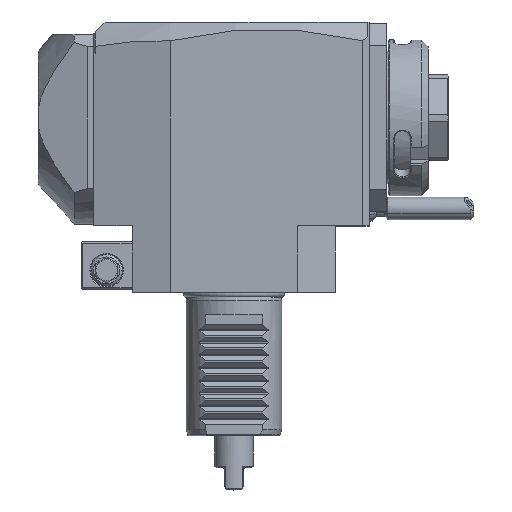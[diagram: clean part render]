
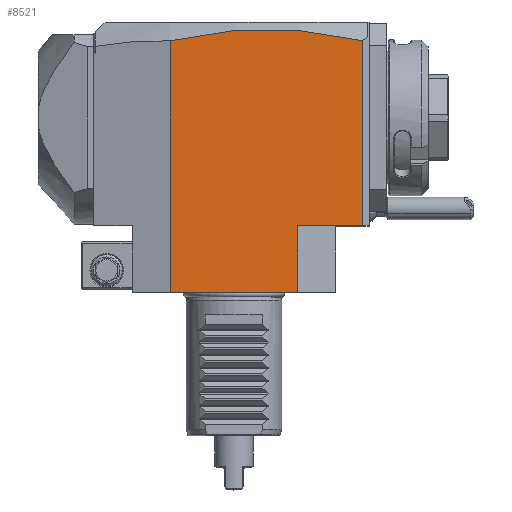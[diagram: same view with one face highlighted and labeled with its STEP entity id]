
A CAD part, top view. The second image highlights one B-rep face of the part: STEP entity #8521.
In plain terms, the highlighted planar face has unit normal (0, 0, 1).
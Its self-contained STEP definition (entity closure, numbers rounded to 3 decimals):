
#17=DIRECTION('',(-1.,0.,0.));
#18=VECTOR('',#17,40.);
#19=CARTESIAN_POINT('',(20.,0.,32.));
#20=LINE('',#19,#18);
#305=DIRECTION('',(-1.,0.,0.));
#306=VECTOR('',#305,20.5);
#307=CARTESIAN_POINT('',(40.5,21.,32.));
#308=LINE('',#307,#306);
#309=CARTESIAN_POINT('',(40.5,79.133,32.));
#310=CARTESIAN_POINT('',(35.458,80.345,32.));
#311=CARTESIAN_POINT('',(25.373,82.145,32.));
#312=CARTESIAN_POINT('',(10.247,83.032,32.));
#313=CARTESIAN_POINT('',(-4.877,82.124,32.));
#314=CARTESIAN_POINT('',(-14.959,80.311,32.));
#315=CARTESIAN_POINT('',(-20.,79.092,32.));
#321=DIRECTION('',(0.,1.,0.));
#322=VECTOR('',#321,58.133);
#323=CARTESIAN_POINT('',(40.5,21.,32.));
#324=LINE('',#323,#322);
#548=DIRECTION('',(0.,-1.,0.));
#549=VECTOR('',#548,79.092);
#550=CARTESIAN_POINT('',(-20.,79.092,32.));
#551=LINE('',#550,#549);
#5230=DIRECTION('',(0.,1.,0.));
#5231=VECTOR('',#5230,21.);
#5232=CARTESIAN_POINT('',(20.,0.,32.));
#5233=LINE('',#5232,#5231);
#7868=VERTEX_POINT('',#309);
#7869=VERTEX_POINT('',#315);
#8240=CARTESIAN_POINT('',(40.5,21.,32.));
#8241=VERTEX_POINT('',#8240);
#8254=CARTESIAN_POINT('',(20.,0.,32.));
#8255=VERTEX_POINT('',#8254);
#8256=CARTESIAN_POINT('',(-20.,0.,32.));
#8257=VERTEX_POINT('',#8256);
#8416=CARTESIAN_POINT('',(20.,21.,32.));
#8417=VERTEX_POINT('',#8416);
#8504=CARTESIAN_POINT('',(-35.103,21.,32.));
#8505=DIRECTION('',(0.,0.,1.));
#8506=DIRECTION('',(1.,0.,0.));
#8507=AXIS2_PLACEMENT_3D('',#8504,#8505,#8506);
#8508=PLANE('',#8507);
#8510=ORIENTED_EDGE('',*,*,#8509,.F.);
#8511=ORIENTED_EDGE('',*,*,#8486,.T.);
#8513=ORIENTED_EDGE('',*,*,#8512,.F.);
#8514=ORIENTED_EDGE('',*,*,#8433,.T.);
#8516=ORIENTED_EDGE('',*,*,#8515,.F.);
#8518=ORIENTED_EDGE('',*,*,#8517,.F.);
#8519=EDGE_LOOP('',(#8510,#8511,#8513,#8514,#8516,#8518));
#8520=FACE_OUTER_BOUND('',#8519,.F.);
#316=B_SPLINE_CURVE_WITH_KNOTS('',3,(#309,#310,#311,#312,#313,#314,#315),
.UNSPECIFIED.,.F.,.F.,(4,1,1,1,4),(0.,0.25,0.5,0.75,1.),
.UNSPECIFIED.);
#8433=EDGE_CURVE('',#8255,#8257,#20,.T.);
#8486=EDGE_CURVE('',#8241,#8417,#308,.T.);
#8509=EDGE_CURVE('',#8241,#7868,#324,.T.);
#8512=EDGE_CURVE('',#8255,#8417,#5233,.T.);
#8515=EDGE_CURVE('',#7869,#8257,#551,.T.);
#8517=EDGE_CURVE('',#7868,#7869,#316,.T.);
#8521=ADVANCED_FACE('',(#8520),#8508,.T.);
